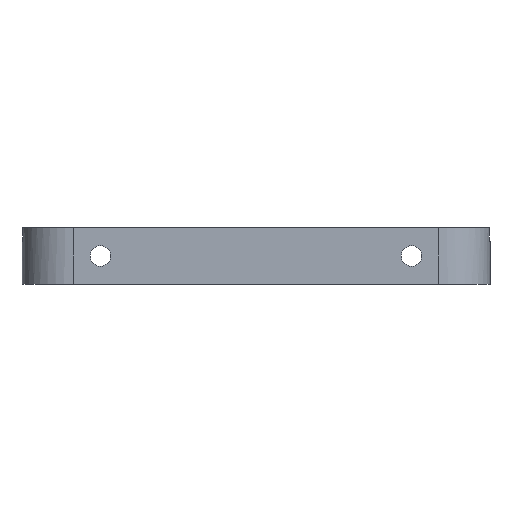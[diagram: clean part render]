
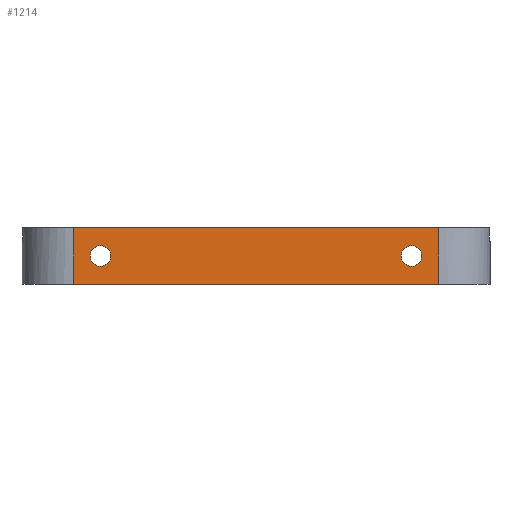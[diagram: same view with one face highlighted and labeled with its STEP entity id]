
A CAD part, front view. The second image highlights one B-rep face of the part: STEP entity #1214.
In plain terms, the highlighted planar face has unit normal (0, -1, 0).
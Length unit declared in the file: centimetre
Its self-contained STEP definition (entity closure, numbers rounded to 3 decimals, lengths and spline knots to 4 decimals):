
#122=LINE('',#2046,#226);
#123=LINE('',#2049,#227);
#124=LINE('',#2051,#228);
#125=LINE('',#2052,#229);
#226=VECTOR('',#1692,1.);
#227=VECTOR('',#1695,1.);
#228=VECTOR('',#1696,1.);
#229=VECTOR('',#1697,1.);
#263=PLANE('',#1341);
#284=FACE_BOUND('',#433,.T.);
#285=FACE_BOUND('',#434,.T.);
#352=FACE_OUTER_BOUND('',#432,.T.);
#432=EDGE_LOOP('',(#1086,#1087,#1088,#1089));
#433=EDGE_LOOP('',(#1090));
#434=EDGE_LOOP('',(#1091));
#447=CIRCLE('',#1223,0.115);
#449=CIRCLE('',#1226,0.115);
#511=VERTEX_POINT('',#1715);
#513=VERTEX_POINT('',#1720);
#622=VERTEX_POINT('',#2042);
#623=VERTEX_POINT('',#2044);
#624=VERTEX_POINT('',#2048);
#625=VERTEX_POINT('',#2050);
#627=EDGE_CURVE('',#511,#511,#447,.T.);
#629=EDGE_CURVE('',#513,#513,#449,.T.);
#788=EDGE_CURVE('',#622,#623,#122,.T.);
#789=EDGE_CURVE('',#624,#623,#123,.T.);
#790=EDGE_CURVE('',#625,#624,#124,.T.);
#791=EDGE_CURVE('',#622,#625,#125,.F.);
#1086=ORIENTED_EDGE('',*,*,#788,.T.);
#1087=ORIENTED_EDGE('',*,*,#789,.F.);
#1088=ORIENTED_EDGE('',*,*,#790,.F.);
#1089=ORIENTED_EDGE('',*,*,#791,.F.);
#1090=ORIENTED_EDGE('',*,*,#627,.T.);
#1091=ORIENTED_EDGE('',*,*,#629,.T.);
#1214=ADVANCED_FACE('',(#352,#284,#285),#263,.T.);
#1223=AXIS2_PLACEMENT_3D('',#1716,#1356,#1357);
#1226=AXIS2_PLACEMENT_3D('',#1721,#1362,#1363);
#1341=AXIS2_PLACEMENT_3D('',#2047,#1693,#1694);
#1356=DIRECTION('center_axis',(0.,1.,0.));
#1357=DIRECTION('ref_axis',(0.,0.,-1.));
#1362=DIRECTION('center_axis',(0.,1.,0.));
#1363=DIRECTION('ref_axis',(0.,0.,-1.));
#1692=DIRECTION('',(0.,0.,1.));
#1693=DIRECTION('center_axis',(0.,-1.,0.));
#1694=DIRECTION('ref_axis',(1.,0.,0.));
#1695=DIRECTION('',(1.,0.,0.));
#1696=DIRECTION('',(0.,0.,1.));
#1697=DIRECTION('',(1.,0.,0.));
#1715=CARTESIAN_POINT('',(-1.75,-2.4875,0.7175));
#1716=CARTESIAN_POINT('Origin',(-1.75,-2.4875,0.8325));
#1720=CARTESIAN_POINT('',(1.75,-2.4875,0.7175));
#1721=CARTESIAN_POINT('Origin',(1.75,-2.4875,0.8325));
#2042=CARTESIAN_POINT('',(2.0575,-2.4875,0.515));
#2044=CARTESIAN_POINT('',(2.0575,-2.4875,1.15));
#2046=CARTESIAN_POINT('',(2.0575,-2.4875,0.));
#2047=CARTESIAN_POINT('Origin',(-2.0575,-2.4875,0.));
#2048=CARTESIAN_POINT('',(-2.0575,-2.4875,1.15));
#2049=CARTESIAN_POINT('',(2.0575,-2.4875,1.15));
#2050=CARTESIAN_POINT('',(-2.0575,-2.4875,0.515));
#2051=CARTESIAN_POINT('',(-2.0575,-2.4875,0.));
#2052=CARTESIAN_POINT('',(-1.0288,-2.4875,0.515));
